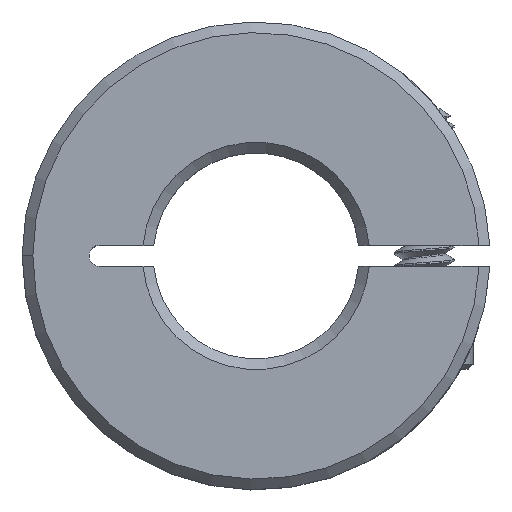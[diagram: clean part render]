
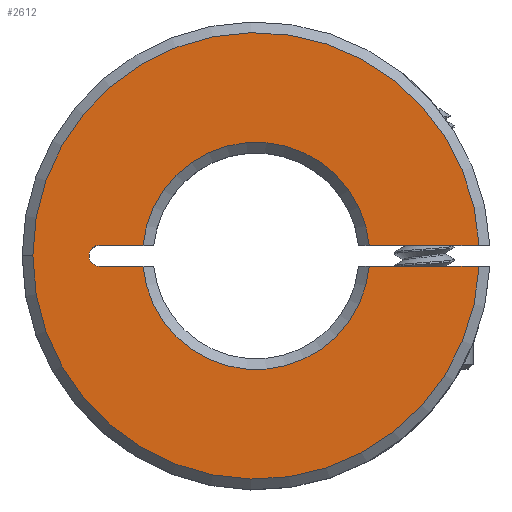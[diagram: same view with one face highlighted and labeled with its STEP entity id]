
A CAD part, top view. The second image highlights one B-rep face of the part: STEP entity #2612.
In plain terms, the highlighted planar face has unit normal (0, 0, 1).
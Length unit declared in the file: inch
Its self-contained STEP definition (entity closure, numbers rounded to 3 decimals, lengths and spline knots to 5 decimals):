
#64 = VERTEX_POINT ( 'NONE', #644 ) ;
#161 = AXIS2_PLACEMENT_3D ( 'NONE', #839, #2392, #3921 ) ;
#172 = LINE ( 'NONE', #2883, #2904 ) ;
#176 = ORIENTED_EDGE ( 'NONE', *, *, #4748, .T. ) ;
#194 = VERTEX_POINT ( 'NONE', #4561 ) ;
#208 = LINE ( 'NONE', #4856, #2403 ) ;
#257 = DIRECTION ( 'NONE',  ( 1., 0., 0. ) ) ;
#260 = DIRECTION ( 'NONE',  ( 0., 0., 1. ) ) ;
#325 = CIRCLE ( 'NONE', #1221, 0.01969 ) ;
#354 = DIRECTION ( 'NONE',  ( 1., 0., 0. ) ) ;
#487 = CIRCLE ( 'NONE', #3074, 0.4175 ) ;
#488 = EDGE_CURVE ( 'NONE', #194, #4263, #2244, .T. ) ;
#493 = DIRECTION ( 'NONE',  ( 0., 0., -1. ) ) ;
#580 = DIRECTION ( 'NONE',  ( 1., 0., 0. ) ) ;
#587 = DIRECTION ( 'NONE',  ( -1., 0., 0. ) ) ;
#637 = CARTESIAN_POINT ( 'NONE',  ( 0., -0.01969, 0.125 ) ) ;
#644 = CARTESIAN_POINT ( 'NONE',  ( 0.21159, -0.01969, 0.125 ) ) ;
#672 = CARTESIAN_POINT ( 'NONE',  ( -0.4175, 0., 0.125 ) ) ;
#724 = ORIENTED_EDGE ( 'NONE', *, *, #3144, .T. ) ;
#763 = VERTEX_POINT ( 'NONE', #2624 ) ;
#788 = FACE_OUTER_BOUND ( 'NONE', #1583, .T. ) ;
#807 = VERTEX_POINT ( 'NONE', #2138 ) ;
#839 = CARTESIAN_POINT ( 'NONE',  ( 0., 0., 0.125 ) ) ;
#864 = EDGE_CURVE ( 'NONE', #4598, #2447, #2217, .T. ) ;
#1209 = CARTESIAN_POINT ( 'NONE',  ( -0.3125, 0., 0.125 ) ) ;
#1221 = AXIS2_PLACEMENT_3D ( 'NONE', #2445, #493, #2136 ) ;
#1279 = CARTESIAN_POINT ( 'NONE',  ( 0., -0.01969, 0.125 ) ) ;
#1479 = ORIENTED_EDGE ( 'NONE', *, *, #4379, .T. ) ;
#1532 = CARTESIAN_POINT ( 'NONE',  ( 0., 0., 0.125 ) ) ;
#1583 = EDGE_LOOP ( 'NONE', ( #3236, #724, #4084, #4256, #2939, #176, #1479, #4911, #1787, #3224 ) ) ;
#1787 = ORIENTED_EDGE ( 'NONE', *, *, #3864, .T. ) ;
#2126 = EDGE_CURVE ( 'NONE', #807, #194, #208, .T. ) ;
#2136 = DIRECTION ( 'NONE',  ( -1., 0., 0. ) ) ;
#2138 = CARTESIAN_POINT ( 'NONE',  ( 0.21159, 0.01969, 0.125 ) ) ;
#2190 = DIRECTION ( 'NONE',  ( -1., 0., 0. ) ) ;
#2217 = LINE ( 'NONE', #637, #4013 ) ;
#2244 = CIRCLE ( 'NONE', #2329, 0.4175 ) ;
#2277 = AXIS2_PLACEMENT_3D ( 'NONE', #2614, #4139, #4168 ) ;
#2315 = PLANE ( 'NONE',  #4019 ) ;
#2329 = AXIS2_PLACEMENT_3D ( 'NONE', #1532, #4551, #4148 ) ;
#2341 = DIRECTION ( 'NONE',  ( 0., 0., 1. ) ) ;
#2392 = DIRECTION ( 'NONE',  ( 0., 0., -1. ) ) ;
#2403 = VECTOR ( 'NONE', #257, 39.37008 ) ;
#2445 = CARTESIAN_POINT ( 'NONE',  ( -0.29281, 0., 0.125 ) ) ;
#2447 = VERTEX_POINT ( 'NONE', #4494 ) ;
#2469 = LINE ( 'NONE', #1279, #4605 ) ;
#2503 = VERTEX_POINT ( 'NONE', #2933 ) ;
#2604 = CARTESIAN_POINT ( 'NONE',  ( -0.21159, -0.01969, 0.125 ) ) ;
#2612 = ADVANCED_FACE ( 'NONE', ( #788 ), #2315, .T. ) ;
#2614 = CARTESIAN_POINT ( 'NONE',  ( 0., 0., 0.125 ) ) ;
#2616 = AXIS2_PLACEMENT_3D ( 'NONE', #2923, #4457, #3961 ) ;
#2624 = CARTESIAN_POINT ( 'NONE',  ( -0.29281, 0.01969, 0.125 ) ) ;
#2883 = CARTESIAN_POINT ( 'NONE',  ( 0., 0.01969, 0.125 ) ) ;
#2904 = VECTOR ( 'NONE', #580, 39.37008 ) ;
#2907 = EDGE_CURVE ( 'NONE', #763, #3643, #172, .T. ) ;
#2923 = CARTESIAN_POINT ( 'NONE',  ( -0.29281, 0., 0.125 ) ) ;
#2933 = CARTESIAN_POINT ( 'NONE',  ( 0.41704, -0.01969, 0.125 ) ) ;
#2939 = ORIENTED_EDGE ( 'NONE', *, *, #3361, .T. ) ;
#2972 = DIRECTION ( 'NONE',  ( -1., 0., 0. ) ) ;
#3074 = AXIS2_PLACEMENT_3D ( 'NONE', #3749, #260, #2972 ) ;
#3144 = EDGE_CURVE ( 'NONE', #3643, #807, #3154, .T. ) ;
#3154 = CIRCLE ( 'NONE', #2277, 0.2125 ) ;
#3224 = ORIENTED_EDGE ( 'NONE', *, *, #4817, .T. ) ;
#3236 = ORIENTED_EDGE ( 'NONE', *, *, #2907, .T. ) ;
#3261 = CIRCLE ( 'NONE', #2616, 0.01969 ) ;
#3361 = EDGE_CURVE ( 'NONE', #4263, #2503, #487, .T. ) ;
#3643 = VERTEX_POINT ( 'NONE', #4617 ) ;
#3749 = CARTESIAN_POINT ( 'NONE',  ( 0., 0., 0.125 ) ) ;
#3864 = EDGE_CURVE ( 'NONE', #2447, #4051, #3261, .T. ) ;
#3921 = DIRECTION ( 'NONE',  ( 1., 0., 0. ) ) ;
#3961 = DIRECTION ( 'NONE',  ( -1., 0., 0. ) ) ;
#4013 = VECTOR ( 'NONE', #2190, 39.37008 ) ;
#4019 = AXIS2_PLACEMENT_3D ( 'NONE', #4575, #2341, #354 ) ;
#4051 = VERTEX_POINT ( 'NONE', #1209 ) ;
#4084 = ORIENTED_EDGE ( 'NONE', *, *, #2126, .T. ) ;
#4139 = DIRECTION ( 'NONE',  ( 0., 0., -1. ) ) ;
#4148 = DIRECTION ( 'NONE',  ( -1., 0., 0. ) ) ;
#4168 = DIRECTION ( 'NONE',  ( 1., 0., 0. ) ) ;
#4203 = CIRCLE ( 'NONE', #161, 0.2125 ) ;
#4256 = ORIENTED_EDGE ( 'NONE', *, *, #488, .T. ) ;
#4263 = VERTEX_POINT ( 'NONE', #672 ) ;
#4379 = EDGE_CURVE ( 'NONE', #64, #4598, #4203, .T. ) ;
#4457 = DIRECTION ( 'NONE',  ( 0., 0., -1. ) ) ;
#4494 = CARTESIAN_POINT ( 'NONE',  ( -0.29281, -0.01969, 0.125 ) ) ;
#4551 = DIRECTION ( 'NONE',  ( 0., 0., 1. ) ) ;
#4561 = CARTESIAN_POINT ( 'NONE',  ( 0.41704, 0.01969, 0.125 ) ) ;
#4575 = CARTESIAN_POINT ( 'NONE',  ( 0., 0., 0.125 ) ) ;
#4598 = VERTEX_POINT ( 'NONE', #2604 ) ;
#4605 = VECTOR ( 'NONE', #587, 39.37008 ) ;
#4617 = CARTESIAN_POINT ( 'NONE',  ( -0.21159, 0.01969, 0.125 ) ) ;
#4748 = EDGE_CURVE ( 'NONE', #2503, #64, #2469, .T. ) ;
#4817 = EDGE_CURVE ( 'NONE', #4051, #763, #325, .T. ) ;
#4856 = CARTESIAN_POINT ( 'NONE',  ( 0., 0.01969, 0.125 ) ) ;
#4911 = ORIENTED_EDGE ( 'NONE', *, *, #864, .T. ) ;
